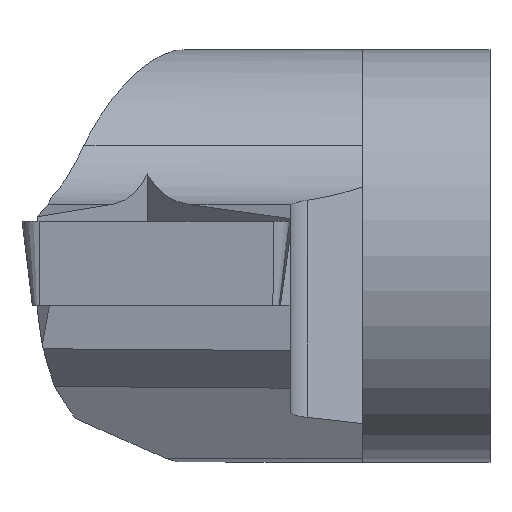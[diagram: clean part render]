
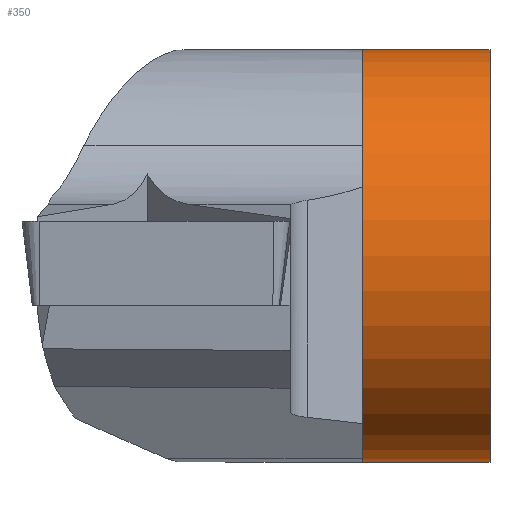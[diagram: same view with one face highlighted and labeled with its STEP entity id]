
A CAD part, top view. The second image highlights one B-rep face of the part: STEP entity #350.
In plain terms, the highlighted cylindrical face has radius 4.85 mm (diameter 9.7 mm), a full revolution.
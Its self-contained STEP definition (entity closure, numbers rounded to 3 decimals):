
#302=CYLINDRICAL_SURFACE('',#1028,4.85);
#312=FACE_BOUND('',#462,.T.);
#313=FACE_BOUND('',#463,.T.);
#350=ADVANCED_FACE('',(#312,#313),#302,.T.);
#462=EDGE_LOOP('',(#530));
#463=EDGE_LOOP('',(#531));
#530=ORIENTED_EDGE('',*,*,#803,.T.);
#531=ORIENTED_EDGE('',*,*,#804,.T.);
#730=VERTEX_POINT('',#1396);
#731=VERTEX_POINT('',#1399);
#803=EDGE_CURVE('',#730,#730,#904,.T.);
#804=EDGE_CURVE('',#731,#731,#905,.T.);
#904=CIRCLE('',#1024,4.85);
#905=CIRCLE('',#1026,4.85);
#1024=AXIS2_PLACEMENT_3D('',#1395,#1131,#1132);
#1026=AXIS2_PLACEMENT_3D('',#1398,#1135,#1136);
#1028=AXIS2_PLACEMENT_3D('',#1401,#1139,#1140);
#1131=DIRECTION('',(1.,0.,0.));
#1132=DIRECTION('',(0.,0.,1.));
#1135=DIRECTION('',(-1.,0.,0.));
#1136=DIRECTION('',(0.,0.,-1.));
#1139=DIRECTION('',(-1.,0.,0.));
#1140=DIRECTION('',(0.,0.,1.));
#1395=CARTESIAN_POINT('',(-3.,0.,0.));
#1396=CARTESIAN_POINT('',(-3.,0.,4.85));
#1398=CARTESIAN_POINT('',(0.,0.,0.));
#1399=CARTESIAN_POINT('',(0.,0.,-4.85));
#1401=CARTESIAN_POINT('',(0.,0.,0.));
